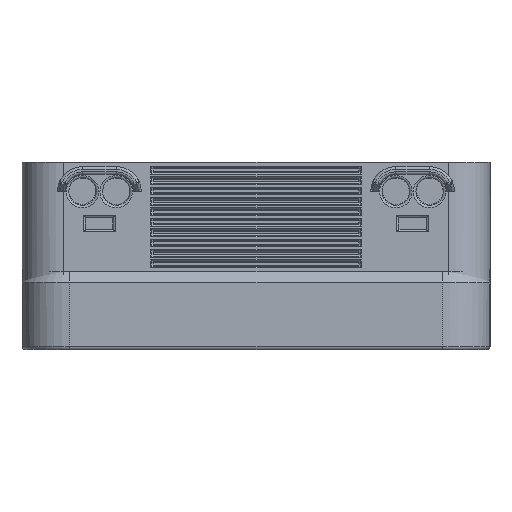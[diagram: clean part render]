
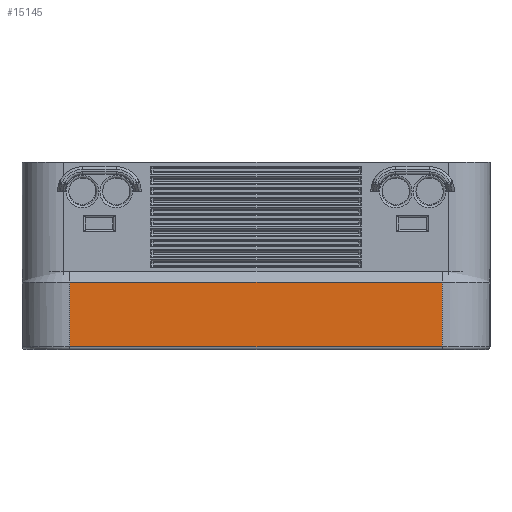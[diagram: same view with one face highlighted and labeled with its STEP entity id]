
A CAD part, left-side view. The second image highlights one B-rep face of the part: STEP entity #15145.
In plain terms, the highlighted planar face has unit normal (-1, 0, 0).
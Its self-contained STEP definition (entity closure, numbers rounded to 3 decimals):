
#995=PLANE('',#16334);
#2262=LINE('',#25131,#3758);
#2263=LINE('',#25144,#3759);
#2265=LINE('',#25155,#3761);
#2266=LINE('',#25156,#3762);
#3758=VECTOR('',#19688,10.);
#3759=VECTOR('',#19705,10.);
#3761=VECTOR('',#19711,10.);
#3762=VECTOR('',#19712,10.);
#4925=FACE_OUTER_BOUND('',#5953,.T.);
#5953=EDGE_LOOP('',(#13008,#13009,#13010,#13011));
#7584=VERTEX_POINT('',#25121);
#7586=VERTEX_POINT('',#25127);
#7591=VERTEX_POINT('',#25143);
#7594=VERTEX_POINT('',#25154);
#9441=EDGE_CURVE('',#7584,#7586,#2262,.T.);
#9447=EDGE_CURVE('',#7586,#7591,#2263,.T.);
#9451=EDGE_CURVE('',#7584,#7594,#2265,.T.);
#9452=EDGE_CURVE('',#7591,#7594,#2266,.T.);
#13008=ORIENTED_EDGE('',*,*,#9441,.F.);
#13009=ORIENTED_EDGE('',*,*,#9451,.T.);
#13010=ORIENTED_EDGE('',*,*,#9452,.F.);
#13011=ORIENTED_EDGE('',*,*,#9447,.F.);
#15145=ADVANCED_FACE('',(#4925),#995,.T.);
#16334=AXIS2_PLACEMENT_3D('',#25153,#19709,#19710);
#19688=DIRECTION('',(0.,1.,0.));
#19705=DIRECTION('',(0.,0.,1.));
#19709=DIRECTION('center_axis',(-1.,0.,0.));
#19710=DIRECTION('ref_axis',(0.,-1.,0.));
#19711=DIRECTION('',(0.,0.,1.));
#19712=DIRECTION('',(0.,-1.,0.));
#25121=CARTESIAN_POINT('',(-80.,-35.85,-8.5));
#25127=CARTESIAN_POINT('',(-80.,35.85,-8.5));
#25131=CARTESIAN_POINT('',(-80.,17.925,-8.5));
#25143=CARTESIAN_POINT('',(-80.,35.85,4.));
#25144=CARTESIAN_POINT('',(-80.,35.85,-9.));
#25153=CARTESIAN_POINT('Origin',(-80.,35.85,-9.));
#25154=CARTESIAN_POINT('',(-80.,-35.85,4.));
#25155=CARTESIAN_POINT('',(-80.,-35.85,-9.));
#25156=CARTESIAN_POINT('',(-80.,17.925,4.));
